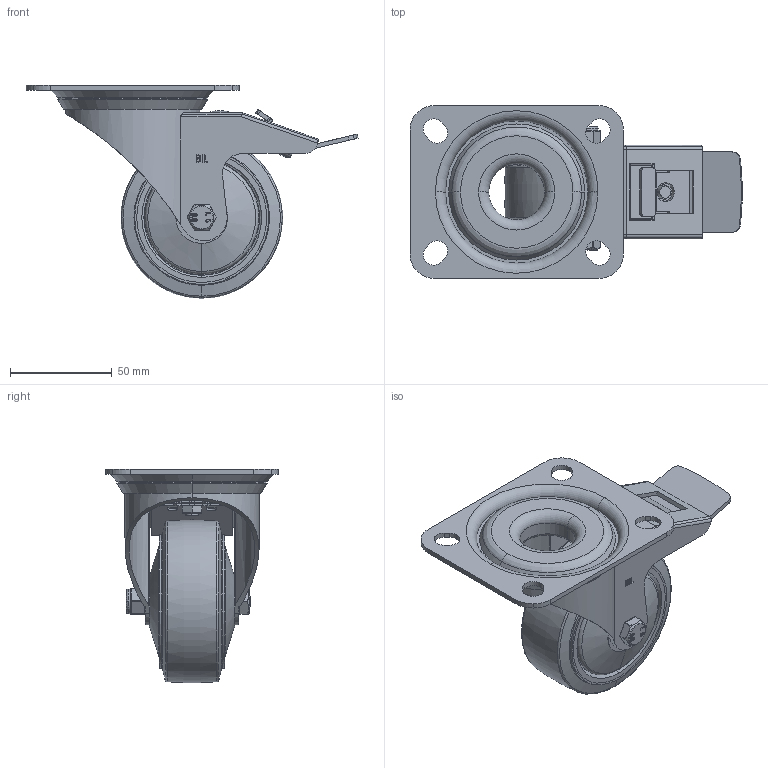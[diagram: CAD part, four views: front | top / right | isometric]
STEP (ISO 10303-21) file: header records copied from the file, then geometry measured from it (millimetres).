
FILE_DESCRIPTION(('STEP AP203'),'1');
FILE_NAME('BZMM80STPRBJSWB.STEP','2023-06-08T13:26:52',(' '),(' '),'Spatial InterOp 3D',' ',' ');
FILE_SCHEMA(('CONFIG_CONTROL_DESIGN'));
Length unit declared in the file: metre
Products named in the file (35): ZINC PLATED, PRESSED STEEL TOP PLATE; ZINC PLATED, PRESSED STEEL TOP PLATE Geometry; BALL BEARINGS; Component1; BZMM80ASSWB42; ZINC PLATED, PRESSED STEEL FORKS; BEARING SEAL; ZINC PLATED, PRESSED STEEL BRAKE PEDAL; ZINC PLATED, PRESSED STEEL BRAKE PEDAL Geometry; BRAKE BOLT; BRAKE PAD; BRAKE PAD Geometry; NUT; BOLT; BZMM80STPRBJSWB; BZMM80WSTPRBJM8; 65 SHORE A THERMOPLASTIC RUBBER TYRE; POLYPROPYLENE RIM; BEARING 6202; METAL; METAL2; Pattern; Component12; MIDDLE; RUBBER; RUBBER2; CAP; CAP Geometry; CAP2; HEXBOLTM8X55Z8.8; GRADE 8.8 ZINC PLATED BOLT; NYLOC NUT; NUT2; RUBBER3; NYLOCM8Z
Assembly tree (64 placements, depth 5):
  BZMM80STPRBJSWB
    BZMM80ASSWB42
      ZINC PLATED, PRESSED STEEL TOP PLATE
        ZINC PLATED, PRESSED STEEL TOP PLATE Geometry
        BALL BEARINGS
          Component1  x24
      ZINC PLATED, PRESSED STEEL FORKS
      BEARING SEAL
      ZINC PLATED, PRESSED STEEL BRAKE PEDAL
        ZINC PLATED, PRESSED STEEL BRAKE PEDAL Geometry
        BRAKE BOLT
      BRAKE PAD
        BRAKE PAD Geometry
        NUT
        BOLT
    BZMM80WSTPRBJM8
      65 SHORE A THERMOPLASTIC RUBBER TYRE
      POLYPROPYLENE RIM
      BEARING 6202
        METAL
        METAL2
        Pattern
          Component12  x8
        MIDDLE
        RUBBER
        RUBBER2
      CAP
        CAP Geometry
        CAP2
    HEXBOLTM8X55Z8.8
      GRADE 8.8 ZINC PLATED BOLT
    NYLOCM8Z
      NYLOC NUT
        NUT2
        RUBBER3
Bounding box: 163.41 x 85 x 104.95 mm (x, y, z)
Volume: 174749.6 mm3; surface area: 135388.9 mm2
Topology: 52 solids, 52 shells, 1279 faces, 3273 edges, 2025 vertices
Faces by surface type: plane 440, cylinder 409, extrusion 168, sphere 140, torus 76, cone 36, bspline 10
Entity records: 48448 total; most frequent: CARTESIAN_POINT 17173, ORIENTED_EDGE 6082, DIRECTION 6065, EDGE_CURVE 3041, AXIS2_PLACEMENT_3D 2236, VERTEX_POINT 1965, VECTOR 1593, LINE 1425
